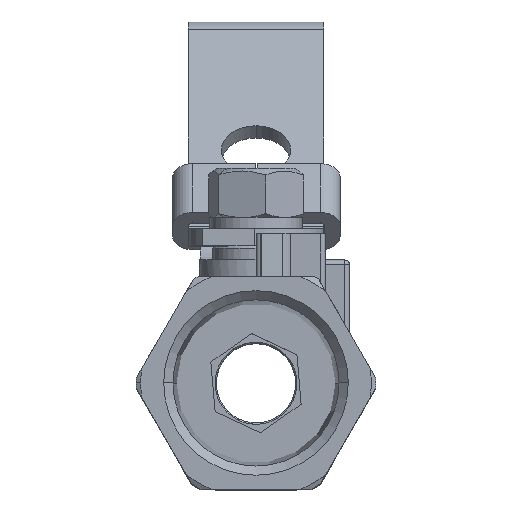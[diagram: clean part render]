
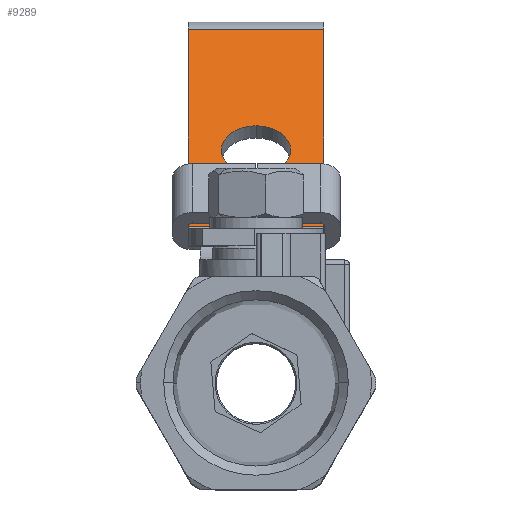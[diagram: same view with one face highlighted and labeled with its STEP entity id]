
A CAD part, top view. The second image highlights one B-rep face of the part: STEP entity #9289.
In plain terms, the highlighted face is planar.
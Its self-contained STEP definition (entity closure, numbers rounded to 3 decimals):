
#1 = CARTESIAN_POINT ( 'NONE',  ( 26.603, 6.303, 0. ) ) ;
#56 = DIRECTION ( 'NONE',  ( 0.707, 0.707, 0. ) ) ;
#361 = EDGE_CURVE ( 'NONE', #10887, #17837, #641, .T. ) ;
#641 = LINE ( 'NONE', #7444, #17295 ) ;
#674 = ORIENTED_EDGE ( 'NONE', *, *, #12737, .T. ) ;
#759 = LINE ( 'NONE', #21810, #19368 ) ;
#1906 = CARTESIAN_POINT ( 'NONE',  ( 43.421, 23.121, 7.85 ) ) ;
#2120 = VERTEX_POINT ( 'NONE', #8056 ) ;
#2955 = EDGE_CURVE ( 'NONE', #10887, #3486, #12113, .T. ) ;
#3051 = CIRCLE ( 'NONE', #8767, 4. ) ;
#3085 = EDGE_LOOP ( 'NONE', ( #16163, #7471, #8444, #674 ) ) ;
#3486 = VERTEX_POINT ( 'NONE', #1906 ) ;
#3813 = CARTESIAN_POINT ( 'NONE',  ( 20.593, 0.293, 7.85 ) ) ;
#4403 = EDGE_CURVE ( 'NONE', #23143, #20581, #3051, .T. ) ;
#5749 = FACE_BOUND ( 'NONE', #11382, .T. ) ;
#6141 = EDGE_CURVE ( 'NONE', #17837, #2120, #759, .T. ) ;
#7444 = CARTESIAN_POINT ( 'NONE',  ( 20.593, 0.293, 7.85 ) ) ;
#7471 = ORIENTED_EDGE ( 'NONE', *, *, #361, .F. ) ;
#7700 = DIRECTION ( 'NONE',  ( -0.707, 0.707, 0. ) ) ;
#7992 = DIRECTION ( 'NONE',  ( 0.707, 0.707, 0. ) ) ;
#8056 = CARTESIAN_POINT ( 'NONE',  ( 43.421, 23.121, -7.85 ) ) ;
#8444 = ORIENTED_EDGE ( 'NONE', *, *, #2955, .T. ) ;
#8767 = AXIS2_PLACEMENT_3D ( 'NONE', #16682, #7700, #18403 ) ;
#8932 = DIRECTION ( 'NONE',  ( -0.707, -0.707, 0. ) ) ;
#9289 = ADVANCED_FACE ( 'NONE', ( #5749, #17325 ), #17768, .T. ) ;
#10018 = EDGE_CURVE ( 'NONE', #20581, #23143, #19283, .T. ) ;
#10725 = DIRECTION ( 'NONE',  ( 0., 0., -1. ) ) ;
#10887 = VERTEX_POINT ( 'NONE', #3813 ) ;
#11344 = CARTESIAN_POINT ( 'NONE',  ( 29.432, 9.132, 0. ) ) ;
#11382 = EDGE_LOOP ( 'NONE', ( #14087, #20339 ) ) ;
#11972 = AXIS2_PLACEMENT_3D ( 'NONE', #16216, #12552, #8932 ) ;
#12113 = LINE ( 'NONE', #15484, #19719 ) ;
#12552 = DIRECTION ( 'NONE',  ( -0.707, 0.707, 0. ) ) ;
#12563 = VECTOR ( 'NONE', #10725, 1000. ) ;
#12737 = EDGE_CURVE ( 'NONE', #3486, #2120, #15695, .T. ) ;
#13385 = DIRECTION ( 'NONE',  ( -0.707, 0.707, 0. ) ) ;
#14087 = ORIENTED_EDGE ( 'NONE', *, *, #10018, .F. ) ;
#15484 = CARTESIAN_POINT ( 'NONE',  ( 20.3, 0., 7.85 ) ) ;
#15695 = LINE ( 'NONE', #21512, #12563 ) ;
#15707 = CARTESIAN_POINT ( 'NONE',  ( 32.26, 11.96, 0. ) ) ;
#16163 = ORIENTED_EDGE ( 'NONE', *, *, #6141, .F. ) ;
#16216 = CARTESIAN_POINT ( 'NONE',  ( 20.3, 0., 7.85 ) ) ;
#16540 = AXIS2_PLACEMENT_3D ( 'NONE', #11344, #13385, #18884 ) ;
#16682 = CARTESIAN_POINT ( 'NONE',  ( 29.432, 9.132, 0. ) ) ;
#17295 = VECTOR ( 'NONE', #19809, 1000. ) ;
#17325 = FACE_OUTER_BOUND ( 'NONE', #3085, .T. ) ;
#17768 = PLANE ( 'NONE',  #11972 ) ;
#17837 = VERTEX_POINT ( 'NONE', #21595 ) ;
#18403 = DIRECTION ( 'NONE',  ( -0.707, -0.707, 0. ) ) ;
#18884 = DIRECTION ( 'NONE',  ( -0.707, -0.707, 0. ) ) ;
#19283 = CIRCLE ( 'NONE', #16540, 4. ) ;
#19368 = VECTOR ( 'NONE', #56, 1000. ) ;
#19719 = VECTOR ( 'NONE', #7992, 1000. ) ;
#19809 = DIRECTION ( 'NONE',  ( 0., 0., -1. ) ) ;
#20339 = ORIENTED_EDGE ( 'NONE', *, *, #4403, .F. ) ;
#20581 = VERTEX_POINT ( 'NONE', #1 ) ;
#21512 = CARTESIAN_POINT ( 'NONE',  ( 43.421, 23.121, 7.85 ) ) ;
#21595 = CARTESIAN_POINT ( 'NONE',  ( 20.593, 0.293, -7.85 ) ) ;
#21810 = CARTESIAN_POINT ( 'NONE',  ( 20.3, 0., -7.85 ) ) ;
#23143 = VERTEX_POINT ( 'NONE', #15707 ) ;
